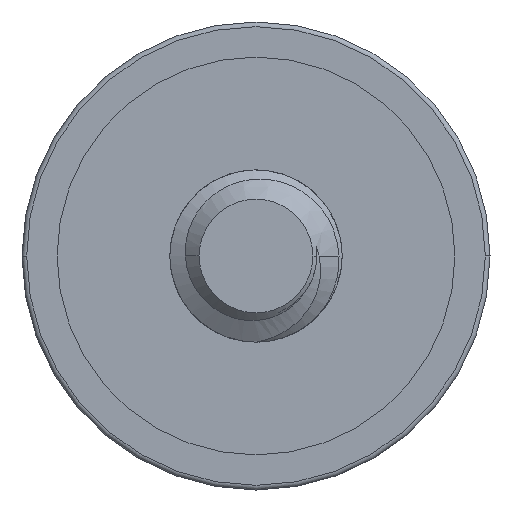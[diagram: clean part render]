
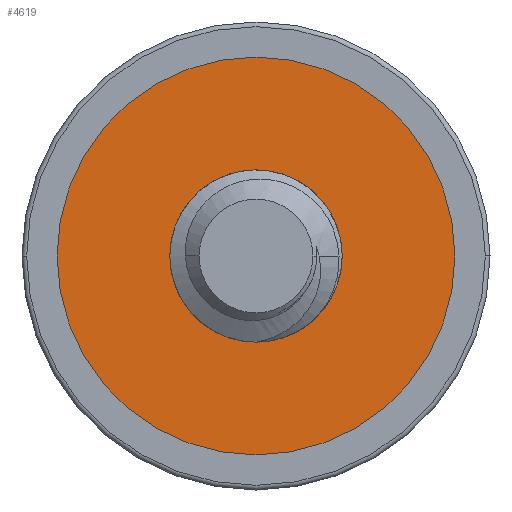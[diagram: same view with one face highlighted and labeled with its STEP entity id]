
A CAD part, front view. The second image highlights one B-rep face of the part: STEP entity #4619.
In plain terms, the highlighted planar face has unit normal (0, -1, 0).
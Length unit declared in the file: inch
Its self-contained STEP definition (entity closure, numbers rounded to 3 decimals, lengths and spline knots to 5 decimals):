
#44 = CARTESIAN_POINT ( 'NONE',  ( 0., -0.15625, -0.069 ) ) ;
#133 = FACE_BOUND ( 'NONE', #5001, .T. ) ;
#399 = CIRCLE ( 'NONE', #2329, 0.069 ) ;
#467 = CIRCLE ( 'NONE', #1809, 0.15937 ) ;
#530 = DIRECTION ( 'NONE',  ( 0., -1., 0. ) ) ;
#706 = CARTESIAN_POINT ( 'NONE',  ( 0., -0.15625, 0. ) ) ;
#728 = EDGE_CURVE ( 'NONE', #3211, #3355, #467, .T. ) ;
#928 = DIRECTION ( 'NONE',  ( 0., 1., 0. ) ) ;
#931 = CARTESIAN_POINT ( 'NONE',  ( -0.15938, -0.15625, 0. ) ) ;
#960 = DIRECTION ( 'NONE',  ( 0., -1., 0. ) ) ;
#1165 = AXIS2_PLACEMENT_3D ( 'NONE', #931, #530, #4883 ) ;
#1170 = ORIENTED_EDGE ( 'NONE', *, *, #2616, .F. ) ;
#1174 = VERTEX_POINT ( 'NONE', #1851 ) ;
#1228 = DIRECTION ( 'NONE',  ( 0., 0., -1. ) ) ;
#1466 = DIRECTION ( 'NONE',  ( 0., -1., 0. ) ) ;
#1483 = ORIENTED_EDGE ( 'NONE', *, *, #5052, .F. ) ;
#1550 = EDGE_CURVE ( 'NONE', #3868, #1558, #2819, .T. ) ;
#1558 = VERTEX_POINT ( 'NONE', #44 ) ;
#1656 = CIRCLE ( 'NONE', #2157, 0.15937 ) ;
#1752 = CIRCLE ( 'NONE', #2414, 0.069 ) ;
#1809 = AXIS2_PLACEMENT_3D ( 'NONE', #2813, #4841, #4394 ) ;
#1851 = CARTESIAN_POINT ( 'NONE',  ( -0.069, -0.15625, 0. ) ) ;
#1903 = ORIENTED_EDGE ( 'NONE', *, *, #4031, .F. ) ;
#2030 = CARTESIAN_POINT ( 'NONE',  ( -0.04879, -0.15625, -0.04879 ) ) ;
#2075 = EDGE_CURVE ( 'NONE', #1558, #2717, #399, .T. ) ;
#2157 = AXIS2_PLACEMENT_3D ( 'NONE', #4091, #928, #2492 ) ;
#2329 = AXIS2_PLACEMENT_3D ( 'NONE', #4155, #960, #3400 ) ;
#2370 = EDGE_LOOP ( 'NONE', ( #1483, #5088 ) ) ;
#2414 = AXIS2_PLACEMENT_3D ( 'NONE', #4918, #4865, #2502 ) ;
#2486 = CARTESIAN_POINT ( 'NONE',  ( -0.15938, -0.15625, 0. ) ) ;
#2492 = DIRECTION ( 'NONE',  ( -1., 0., 0. ) ) ;
#2496 = FACE_OUTER_BOUND ( 'NONE', #2370, .T. ) ;
#2502 = DIRECTION ( 'NONE',  ( 0., 0., -1. ) ) ;
#2616 = EDGE_CURVE ( 'NONE', #1174, #3868, #2912, .T. ) ;
#2668 = AXIS2_PLACEMENT_3D ( 'NONE', #706, #1466, #2671 ) ;
#2671 = DIRECTION ( 'NONE',  ( 0., 0., -1. ) ) ;
#2717 = VERTEX_POINT ( 'NONE', #4225 ) ;
#2813 = CARTESIAN_POINT ( 'NONE',  ( 0., -0.15625, 0. ) ) ;
#2819 = CIRCLE ( 'NONE', #5061, 0.069 ) ;
#2912 = CIRCLE ( 'NONE', #2668, 0.069 ) ;
#3098 = ORIENTED_EDGE ( 'NONE', *, *, #2075, .F. ) ;
#3211 = VERTEX_POINT ( 'NONE', #5059 ) ;
#3355 = VERTEX_POINT ( 'NONE', #2486 ) ;
#3400 = DIRECTION ( 'NONE',  ( 0., 0., -1. ) ) ;
#3868 = VERTEX_POINT ( 'NONE', #2030 ) ;
#4031 = EDGE_CURVE ( 'NONE', #2717, #1174, #1752, .T. ) ;
#4069 = PLANE ( 'NONE',  #1165 ) ;
#4091 = CARTESIAN_POINT ( 'NONE',  ( 0., -0.15625, 0. ) ) ;
#4155 = CARTESIAN_POINT ( 'NONE',  ( 0., -0.15625, 0. ) ) ;
#4225 = CARTESIAN_POINT ( 'NONE',  ( 0., -0.15625, 0.069 ) ) ;
#4348 = DIRECTION ( 'NONE',  ( 0., -1., 0. ) ) ;
#4394 = DIRECTION ( 'NONE',  ( -1., 0., 0. ) ) ;
#4619 = ADVANCED_FACE ( 'NONE', ( #133, #2496 ), #4069, .T. ) ;
#4841 = DIRECTION ( 'NONE',  ( 0., 1., 0. ) ) ;
#4845 = CARTESIAN_POINT ( 'NONE',  ( 0., -0.15625, 0. ) ) ;
#4851 = ORIENTED_EDGE ( 'NONE', *, *, #1550, .F. ) ;
#4865 = DIRECTION ( 'NONE',  ( 0., -1., 0. ) ) ;
#4883 = DIRECTION ( 'NONE',  ( 1., 0., 0. ) ) ;
#4918 = CARTESIAN_POINT ( 'NONE',  ( 0., -0.15625, 0. ) ) ;
#5001 = EDGE_LOOP ( 'NONE', ( #1170, #1903, #3098, #4851 ) ) ;
#5052 = EDGE_CURVE ( 'NONE', #3355, #3211, #1656, .T. ) ;
#5059 = CARTESIAN_POINT ( 'NONE',  ( 0.15937, -0.15625, 0. ) ) ;
#5061 = AXIS2_PLACEMENT_3D ( 'NONE', #4845, #4348, #1228 ) ;
#5088 = ORIENTED_EDGE ( 'NONE', *, *, #728, .F. ) ;
